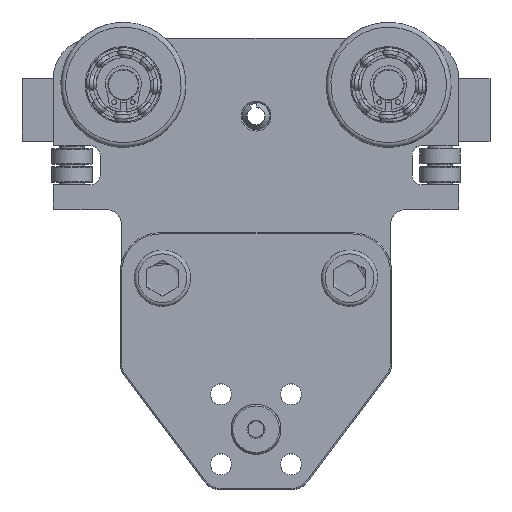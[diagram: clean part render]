
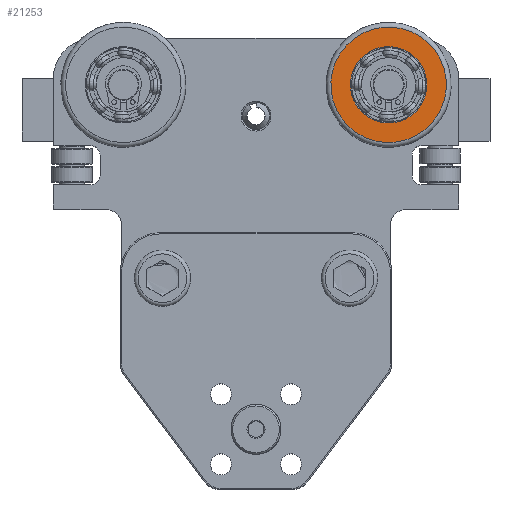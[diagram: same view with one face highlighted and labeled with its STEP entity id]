
A CAD part, top view. The second image highlights one B-rep face of the part: STEP entity #21253.
In plain terms, the highlighted face is planar.
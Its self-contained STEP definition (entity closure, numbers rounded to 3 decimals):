
#1781=FACE_BOUND('',#4317,.T.);
#2031=PLANE('',#22634);
#3371=FACE_OUTER_BOUND('',#4316,.T.);
#4316=EDGE_LOOP('',(#16966,#16967));
#4317=EDGE_LOOP('',(#16968,#16969));
#9122=CIRCLE('',#22601,18.508);
#9123=CIRCLE('',#22602,18.508);
#9146=CIRCLE('',#22631,12.25);
#9147=CIRCLE('',#22632,12.25);
#10293=VERTEX_POINT('',#31122);
#10294=VERTEX_POINT('',#31124);
#10313=VERTEX_POINT('',#31202);
#10314=VERTEX_POINT('',#31204);
#13299=EDGE_CURVE('',#10294,#10293,#9122,.T.);
#13300=EDGE_CURVE('',#10293,#10294,#9123,.T.);
#13326=EDGE_CURVE('',#10313,#10314,#9146,.T.);
#13327=EDGE_CURVE('',#10314,#10313,#9147,.T.);
#16966=ORIENTED_EDGE('',*,*,#13299,.T.);
#16967=ORIENTED_EDGE('',*,*,#13300,.T.);
#16968=ORIENTED_EDGE('',*,*,#13327,.F.);
#16969=ORIENTED_EDGE('',*,*,#13326,.F.);
#21253=ADVANCED_FACE('',(#3371,#1781),#2031,.F.);
#22601=AXIS2_PLACEMENT_3D('',#31125,#25091,#25092);
#22602=AXIS2_PLACEMENT_3D('',#31126,#25093,#25094);
#22631=AXIS2_PLACEMENT_3D('',#31205,#25154,#25155);
#22632=AXIS2_PLACEMENT_3D('',#31206,#25156,#25157);
#22634=AXIS2_PLACEMENT_3D('',#31208,#25160,#25161);
#25091=DIRECTION('center_axis',(-1.,0.,0.));
#25092=DIRECTION('ref_axis',(0.,0.,-1.));
#25093=DIRECTION('center_axis',(-1.,0.,0.));
#25094=DIRECTION('ref_axis',(0.,0.,-1.));
#25154=DIRECTION('center_axis',(-1.,0.,0.));
#25155=DIRECTION('ref_axis',(0.,0.,1.));
#25156=DIRECTION('center_axis',(-1.,0.,0.));
#25157=DIRECTION('ref_axis',(0.,0.,1.));
#25160=DIRECTION('center_axis',(1.,0.,0.));
#25161=DIRECTION('ref_axis',(0.,0.,-1.));
#31122=CARTESIAN_POINT('',(-5.75,0.,18.508));
#31124=CARTESIAN_POINT('',(-5.75,0.,-18.508));
#31125=CARTESIAN_POINT('Origin',(-5.75,0.,0.));
#31126=CARTESIAN_POINT('Origin',(-5.75,0.,0.));
#31202=CARTESIAN_POINT('',(-5.75,0.,-12.25));
#31204=CARTESIAN_POINT('',(-5.75,0.,12.25));
#31205=CARTESIAN_POINT('Origin',(-5.75,0.,0.));
#31206=CARTESIAN_POINT('Origin',(-5.75,0.,0.));
#31208=CARTESIAN_POINT('Origin',(-5.75,12.25,0.));
